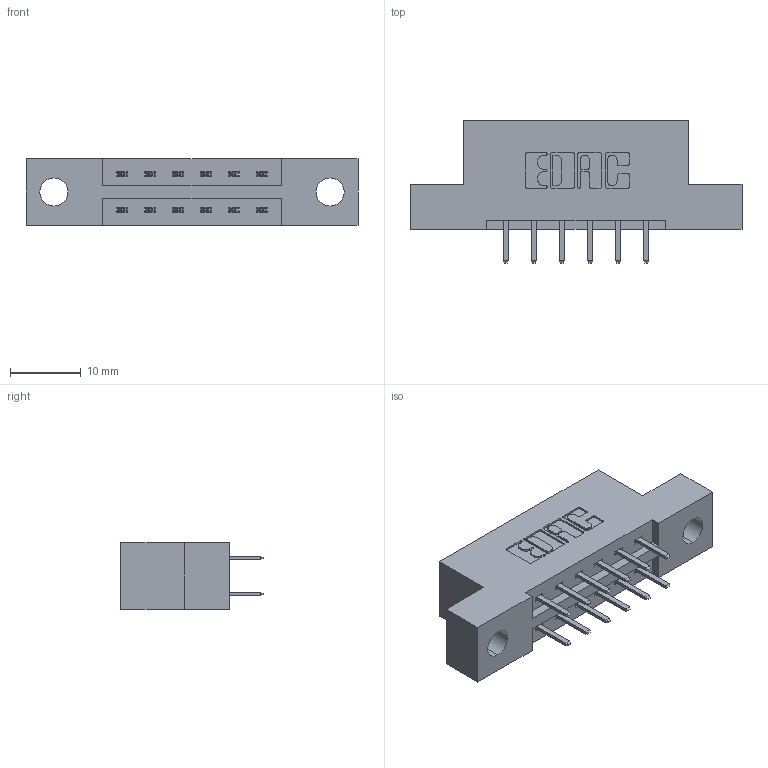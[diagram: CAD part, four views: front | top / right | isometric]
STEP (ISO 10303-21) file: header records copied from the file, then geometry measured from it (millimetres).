
FILE_DESCRIPTION (( 'STEP AP203' ), '1' );
FILE_NAME ('337-012-520-204.STEP', '2019-10-08T10:55:07', ( '' ), ( '' ), 'SwSTEP 2.0', 'SolidWorks 2016', '' );
FILE_SCHEMA (( 'CONFIG_CONTROL_DESIGN' ));
Length unit declared in the file: inch
Products named in the file (3): 337 Part_Flush Mounting Lugs - 0.156 Dia-TH; 337-012-520-204; 345-292-001_345-293-120
Assembly tree (13 placements, depth 2):
  337-012-520-204
    337 Part_Flush Mounting Lugs - 0.156 Dia-TH
    345-292-001_345-293-120  x12
Bounding box: 46.79 x 20.02 x 9.4 mm (x, y, z)
Volume: 4358.4 mm3; surface area: 4359.9 mm2
Topology: 13 solids, 13 shells, 810 faces, 2339 edges, 1526 vertices
Faces by surface type: plane 550, cylinder 260
Entity records: 9425 total; most frequent: CARTESIAN_POINT 1630, ORIENTED_EDGE 1554, DIRECTION 1441, EDGE_CURVE 777, VECTOR 645, LINE 645, VERTEX_POINT 514, AXIS2_PLACEMENT_3D 398
